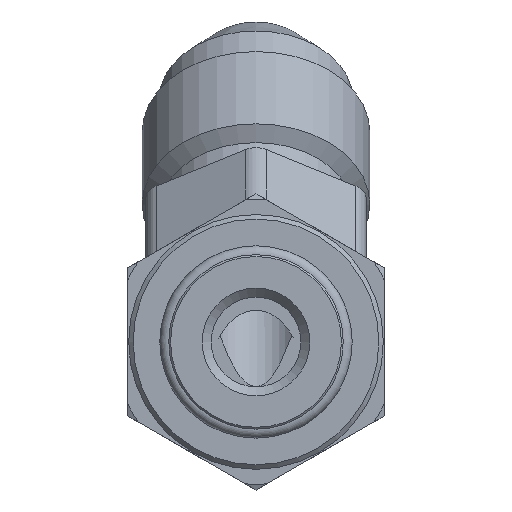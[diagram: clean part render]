
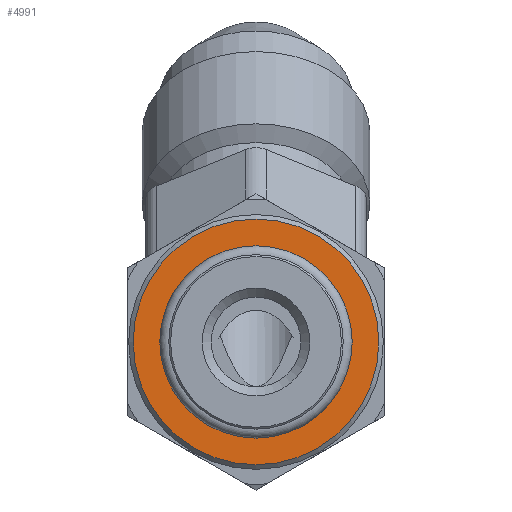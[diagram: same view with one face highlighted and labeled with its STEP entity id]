
A CAD part, left-side view. The second image highlights one B-rep face of the part: STEP entity #4991.
In plain terms, the highlighted planar face has unit normal (-1, 0, 0).
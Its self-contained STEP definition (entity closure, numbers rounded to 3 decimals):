
#337=FACE_BOUND('',#821,.T.);
#367=PLANE('',#5310);
#527=FACE_OUTER_BOUND('',#820,.T.);
#820=EDGE_LOOP('',(#3454));
#821=EDGE_LOOP('',(#3455));
#2130=CIRCLE('',#5309,6.85);
#2131=CIRCLE('',#5311,5.364);
#2192=VERTEX_POINT('',#6641);
#2193=VERTEX_POINT('',#6645);
#2691=EDGE_CURVE('',#2192,#2192,#2130,.T.);
#2692=EDGE_CURVE('',#2193,#2193,#2131,.T.);
#3454=ORIENTED_EDGE('',*,*,#2691,.F.);
#3455=ORIENTED_EDGE('',*,*,#2692,.T.);
#4991=ADVANCED_FACE('',(#527,#337),#367,.T.);
#5309=AXIS2_PLACEMENT_3D('',#6643,#5593,#5594);
#5310=AXIS2_PLACEMENT_3D('',#6644,#5595,#5596);
#5311=AXIS2_PLACEMENT_3D('',#6646,#5597,#5598);
#5593=DIRECTION('center_axis',(1.,0.,0.));
#5594=DIRECTION('ref_axis',(0.,-1.,0.));
#5595=DIRECTION('center_axis',(-1.,0.,0.));
#5596=DIRECTION('ref_axis',(0.,0.,1.));
#5597=DIRECTION('center_axis',(1.,0.,0.));
#5598=DIRECTION('ref_axis',(0.,1.,0.));
#6641=CARTESIAN_POINT('',(-2.3,6.85,0.));
#6643=CARTESIAN_POINT('Origin',(-2.3,0.,0.));
#6644=CARTESIAN_POINT('Origin',(-2.3,6.232,0.));
#6645=CARTESIAN_POINT('',(-2.3,0.,5.364));
#6646=CARTESIAN_POINT('Origin',(-2.3,0.,0.));
